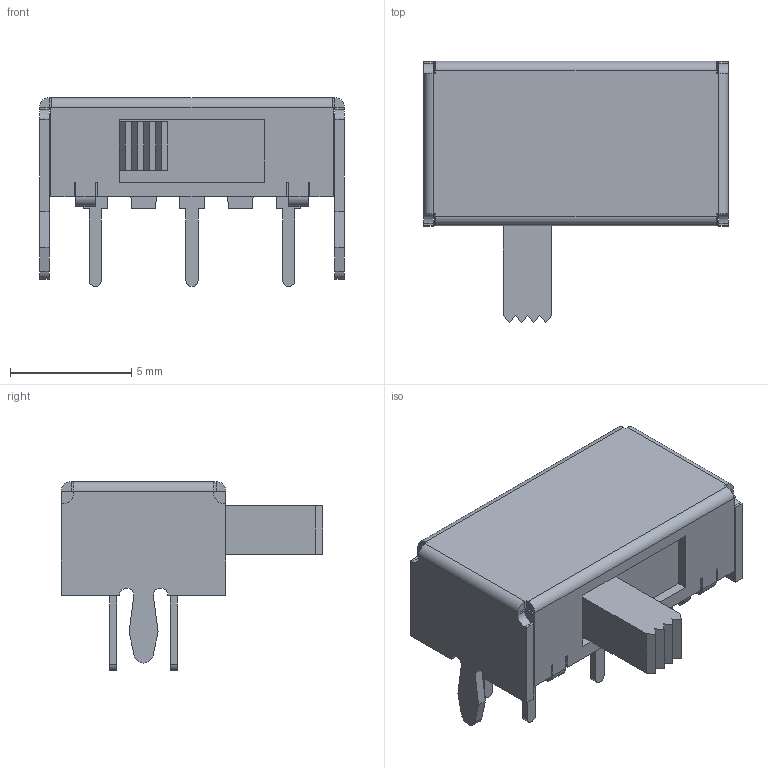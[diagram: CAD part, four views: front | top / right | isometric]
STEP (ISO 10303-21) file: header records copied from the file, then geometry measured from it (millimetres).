
FILE_DESCRIPTION(/* description */ (''),/* implementation_level */ '2;1');
FILE_NAME(/* name */ 'EG2210A.stp',/* time_stamp */ '2025-08-25T10:26:50-05:00',/* author */ ('mwilliams'),/* organization */ (''),/* preprocessor_version */ 'ST-DEVELOPER v18.1',/* originating_system */ 'Autodesk Inventor 2022',/* authorisation */ '');
FILE_SCHEMA (('AUTOMOTIVE_DESIGN { 1 0 10303 214 3 1 1 }'));
Length unit declared in the file: millimetre
Products named in the file (1): EG2210A
Bounding box: 12.6 x 10.8 x 7.8 mm (x, y, z)
Volume: 367.6 mm3; surface area: 552 mm2
Topology: 1 solids, 1 shells, 246 faces, 627 edges, 396 vertices
Faces by surface type: plane 212, cylinder 34
Entity records: 7521 total; most frequent: CARTESIAN_POINT 1270, ORIENTED_EDGE 1254, DIRECTION 1193, EDGE_CURVE 627, LINE 555, VECTOR 555, VERTEX_POINT 396, AXIS2_PLACEMENT_3D 319
